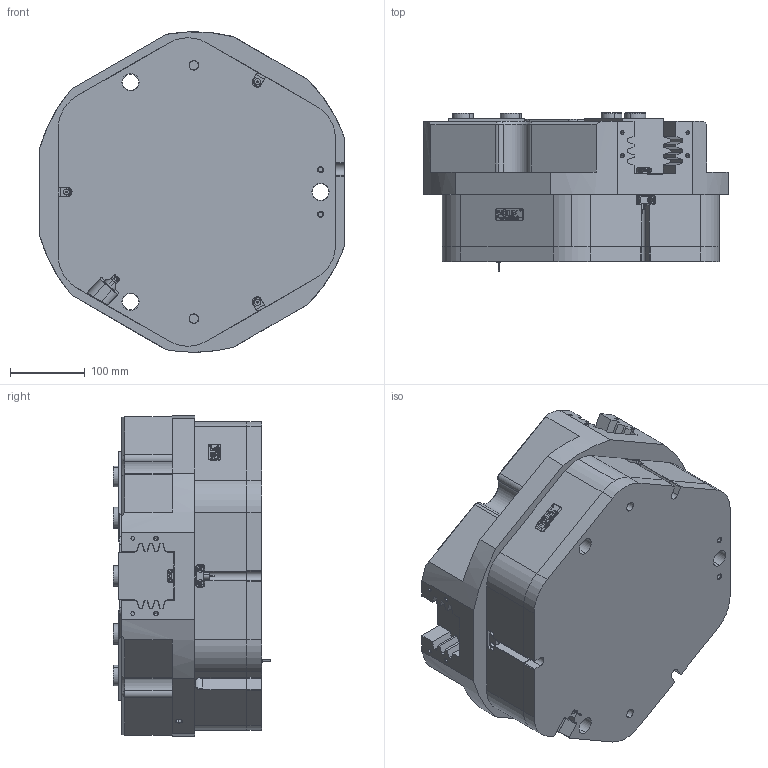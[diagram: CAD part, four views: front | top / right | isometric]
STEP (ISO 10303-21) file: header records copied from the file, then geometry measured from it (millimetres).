
FILE_DESCRIPTION (( 'STEP AP203' ), '1' );
FILE_NAME ('FZ290-430.STEP', '2024-12-20T08:09:30', ( 'USER-' ), ( 'Microsoft' ), 'SwSTEP 2.0', 'SolidWorks 2018', '' );
FILE_SCHEMA (( 'CONFIG_CONTROL_DESIGN' ));
Length unit declared in the file: millimetre
Products named in the file (11): 湮酴; ﾏ擎ﾗ28｡ﾁ22｡ﾁ17; 昹親棠覜羲壽; FZ290-430; 42x16-R2.5; TR300-15-1晚假蚾輸; TZT290-430-M-01 褲极; TZT290-430-M-06 笢猾啣; TZT290-430-M-05 菁裔啣; TZT290-430-M-02 賑輸; 电容传感器
Assembly tree (24 placements, depth 2):
  FZ290-430
    TZT290-430-M-02 賑輸  x3
    TZT290-430-M-05 菁裔啣
    电容传感器  x3
    湮酴  x3
    TZT290-430-M-01 褲极
    TZT290-430-M-06 笢猾啣
    TR300-15-1晚假蚾輸  x3
    昹親棠覜羲壽  x2
    42x16-R2.5
    ﾏ擎ﾗ28｡ﾁ22｡ﾁ17  x6
Bounding box: 409 x 211.93 x 429.97 mm (x, y, z)
Volume: 22060544.2 mm3; surface area: 1217760.8 mm2
Topology: 24 solids, 34 shells, 1759 faces, 4494 edges, 2831 vertices
Faces by surface type: plane 876, cylinder 467, cone 247, bspline 157, torus 12
Entity records: 47665 total; most frequent: CARTESIAN_POINT 13848, ORIENTED_EDGE 6864, DIRECTION 6358, EDGE_CURVE 3432, LINE 2250, VECTOR 2250, VERTEX_POINT 2207, AXIS2_PLACEMENT_3D 2054
